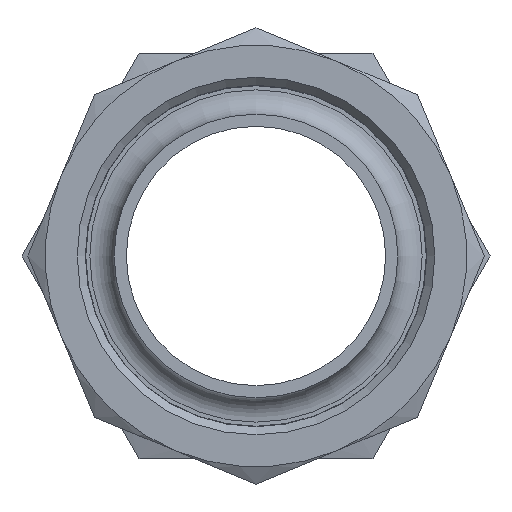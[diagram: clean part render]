
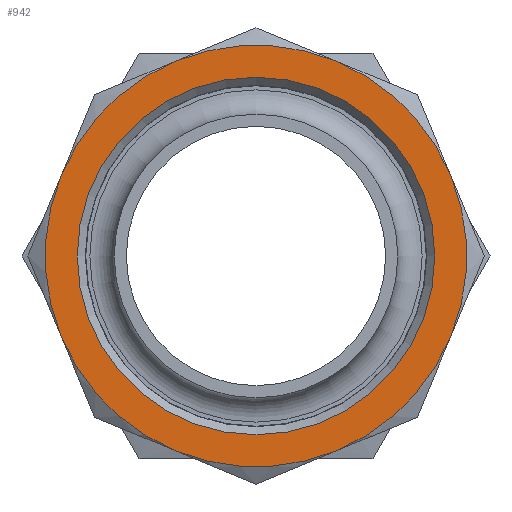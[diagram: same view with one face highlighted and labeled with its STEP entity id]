
A CAD part, left-side view. The second image highlights one B-rep face of the part: STEP entity #942.
In plain terms, the highlighted planar face has unit normal (-1, 0, 0).
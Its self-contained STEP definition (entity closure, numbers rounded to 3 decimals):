
#114=PLANE($,#1024);
#150=FACE_BOUND($,#255,.T.);
#185=FACE_OUTER_BOUND($,#254,.T.);
#254=EDGE_LOOP($,(#622,#623,#624,#625,#626,#627,#628,#629));
#255=EDGE_LOOP($,(#630));
#353=CIRCLE($,#1021,22.05);
#355=CIRCLE($,#1025,26.);
#356=CIRCLE($,#1026,26.);
#357=CIRCLE($,#1027,26.);
#358=CIRCLE($,#1028,26.);
#359=CIRCLE($,#1029,26.);
#360=CIRCLE($,#1030,26.);
#361=CIRCLE($,#1031,26.);
#362=CIRCLE($,#1032,26.);
#409=VERTEX_POINT($,#1441);
#411=VERTEX_POINT($,#1447);
#412=VERTEX_POINT($,#1448);
#413=VERTEX_POINT($,#1450);
#414=VERTEX_POINT($,#1452);
#415=VERTEX_POINT($,#1454);
#416=VERTEX_POINT($,#1456);
#417=VERTEX_POINT($,#1458);
#418=VERTEX_POINT($,#1460);
#493=EDGE_CURVE($,#409,#409,#353,.T.);
#495=EDGE_CURVE($,#411,#412,#355,.T.);
#496=EDGE_CURVE($,#413,#411,#356,.T.);
#497=EDGE_CURVE($,#414,#413,#357,.T.);
#498=EDGE_CURVE($,#415,#414,#358,.T.);
#499=EDGE_CURVE($,#416,#415,#359,.T.);
#500=EDGE_CURVE($,#417,#416,#360,.T.);
#501=EDGE_CURVE($,#418,#417,#361,.T.);
#502=EDGE_CURVE($,#412,#418,#362,.T.);
#622=ORIENTED_EDGE($,*,*,#495,.F.);
#623=ORIENTED_EDGE($,*,*,#496,.F.);
#624=ORIENTED_EDGE($,*,*,#497,.F.);
#625=ORIENTED_EDGE($,*,*,#498,.F.);
#626=ORIENTED_EDGE($,*,*,#499,.F.);
#627=ORIENTED_EDGE($,*,*,#500,.F.);
#628=ORIENTED_EDGE($,*,*,#501,.F.);
#629=ORIENTED_EDGE($,*,*,#502,.F.);
#630=ORIENTED_EDGE($,*,*,#493,.F.);
#942=ADVANCED_FACE($,(#185,#150),#114,.T.);
#1021=AXIS2_PLACEMENT_3D($,#1442,#1159,#1160);
#1024=AXIS2_PLACEMENT_3D($,#1446,#1165,#1166);
#1025=AXIS2_PLACEMENT_3D($,#1449,#1167,#1168);
#1026=AXIS2_PLACEMENT_3D($,#1451,#1169,#1170);
#1027=AXIS2_PLACEMENT_3D($,#1453,#1171,#1172);
#1028=AXIS2_PLACEMENT_3D($,#1455,#1173,#1174);
#1029=AXIS2_PLACEMENT_3D($,#1457,#1175,#1176);
#1030=AXIS2_PLACEMENT_3D($,#1459,#1177,#1178);
#1031=AXIS2_PLACEMENT_3D($,#1461,#1179,#1180);
#1032=AXIS2_PLACEMENT_3D($,#1462,#1181,#1182);
#1159=DIRECTION('center_axis',(-1.,0.,0.));
#1160=DIRECTION('ref_axis',(0.,0.,1.));
#1165=DIRECTION('center_axis',(-1.,0.,0.));
#1166=DIRECTION('ref_axis',(0.,0.,1.));
#1167=DIRECTION('center_axis',(1.,0.,0.));
#1168=DIRECTION('ref_axis',(0.,1.,0.));
#1169=DIRECTION('center_axis',(1.,0.,0.));
#1170=DIRECTION('ref_axis',(0.,1.,0.));
#1171=DIRECTION('center_axis',(1.,0.,0.));
#1172=DIRECTION('ref_axis',(0.,1.,0.));
#1173=DIRECTION('center_axis',(1.,0.,0.));
#1174=DIRECTION('ref_axis',(0.,1.,0.));
#1175=DIRECTION('center_axis',(1.,0.,0.));
#1176=DIRECTION('ref_axis',(0.,1.,0.));
#1177=DIRECTION('center_axis',(1.,0.,0.));
#1178=DIRECTION('ref_axis',(0.,1.,0.));
#1179=DIRECTION('center_axis',(1.,0.,0.));
#1180=DIRECTION('ref_axis',(0.,1.,0.));
#1181=DIRECTION('center_axis',(1.,0.,0.));
#1182=DIRECTION('ref_axis',(0.,1.,0.));
#1441=CARTESIAN_POINT('',(0.,0.,
-22.05));
#1442=CARTESIAN_POINT('Origin',(0.,0.,
0.));
#1446=CARTESIAN_POINT('Origin',(0.,13.,0.));
#1447=CARTESIAN_POINT('',(0.,24.021,9.95));
#1448=CARTESIAN_POINT('',(0.,9.95,24.021));
#1449=CARTESIAN_POINT('Origin',(0.,0.,
0.));
#1450=CARTESIAN_POINT('',(0.,24.021,-9.95));
#1451=CARTESIAN_POINT('Origin',(0.,0.,
0.));
#1452=CARTESIAN_POINT('',(0.,9.95,-24.021));
#1453=CARTESIAN_POINT('Origin',(0.,0.,
0.));
#1454=CARTESIAN_POINT('',(0.,-9.95,-24.021));
#1455=CARTESIAN_POINT('Origin',(0.,0.,
0.));
#1456=CARTESIAN_POINT('',(0.,-24.021,-9.95));
#1457=CARTESIAN_POINT('Origin',(0.,0.,
0.));
#1458=CARTESIAN_POINT('',(0.,-24.021,9.95));
#1459=CARTESIAN_POINT('Origin',(0.,0.,
0.));
#1460=CARTESIAN_POINT('',(0.,-9.95,24.021));
#1461=CARTESIAN_POINT('Origin',(0.,0.,
0.));
#1462=CARTESIAN_POINT('Origin',(0.,0.,
0.));
